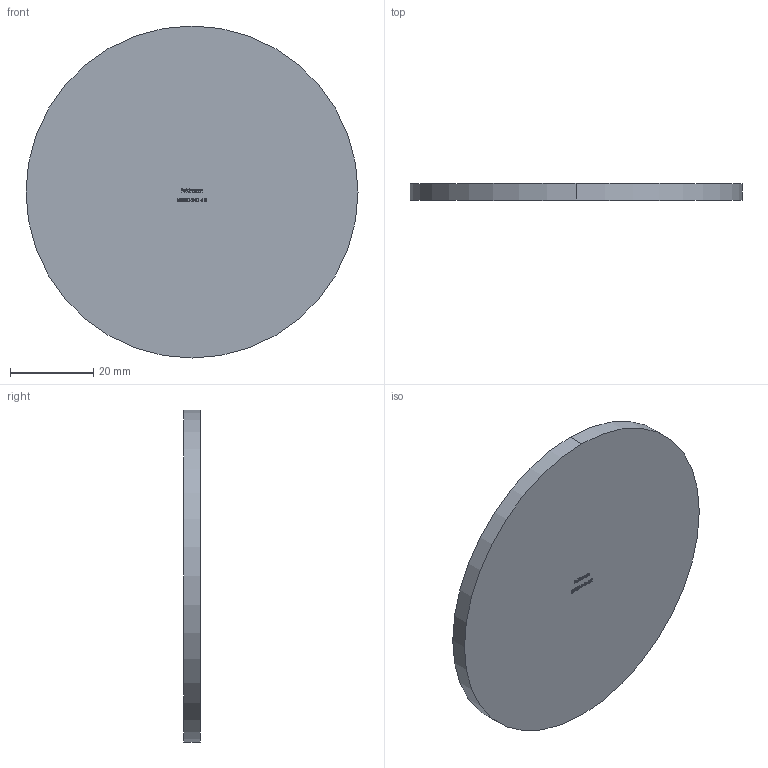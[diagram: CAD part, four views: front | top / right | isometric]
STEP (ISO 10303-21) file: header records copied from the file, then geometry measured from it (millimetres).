
FILE_DESCRIPTION (( 'STEP AP203' ), '1' );
FILE_NAME ('53080-240-4-R.step', '2020-10-16T11:32:10', ( '' ), ( '' ), 'SwSTEP 2.0', 'SolidWorks 2018', '' );
FILE_SCHEMA (( 'CONFIG_CONTROL_DESIGN' ));
Length unit declared in the file: millimetre
Products named in the file (2): 53080-240-4-R
Bounding box: 80 x 4 x 80 mm (x, y, z)
Volume: 20105.9 mm3; surface area: 11065.3 mm2
Topology: 1 solids, 1 shells, 279 faces, 735 edges, 490 vertices
Faces by surface type: plane 152, bspline 125, cylinder 2
Entity records: 15814 total; most frequent: CARTESIAN_POINT 9607, ORIENTED_EDGE 1470, DIRECTION 801, EDGE_CURVE 735, VERTEX_POINT 490, LINE 481, VECTOR 481, EDGE_LOOP 311
